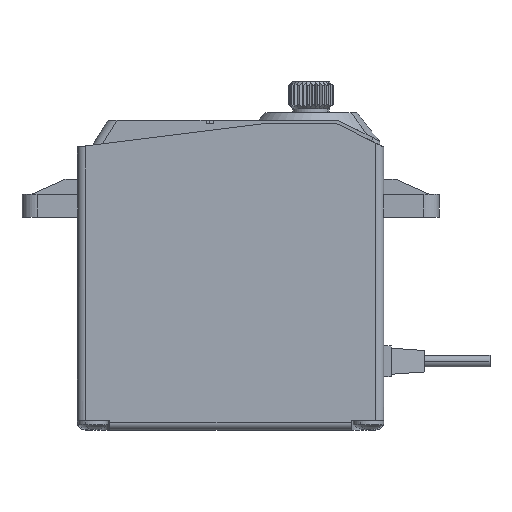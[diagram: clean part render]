
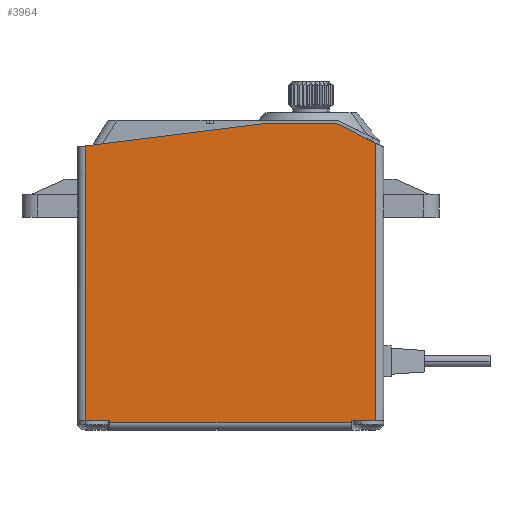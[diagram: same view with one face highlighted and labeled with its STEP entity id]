
A CAD part, left-side view. The second image highlights one B-rep face of the part: STEP entity #3964.
In plain terms, the highlighted planar face has unit normal (-1, 0, 0).
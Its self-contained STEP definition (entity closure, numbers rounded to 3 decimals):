
#3930=AXIS2_PLACEMENT_3D('Plane Axis2P3D',#3927,#3928,#3929) ;
#3934=AXIS2_PLACEMENT_3D('Circle Axis2P3D',#3932,#3933,$) ;
#467=CARTESIAN_POINT('Vertex',(-10.,-19.,9.7)) ;
#470=CARTESIAN_POINT('Line Origine',(-10.,-19.,-7.6)) ;
#474=CARTESIAN_POINT('Vertex',(-10.,-19.,-26.5)) ;
#958=CARTESIAN_POINT('Line Origine',(-10.,-17.4,-26.5)) ;
#962=CARTESIAN_POINT('Vertex',(-10.,-15.8,-26.5)) ;
#1246=CARTESIAN_POINT('Vertex',(-10.,-15.8,-26.8)) ;
#1251=CARTESIAN_POINT('Line Origine',(-10.,0.,-26.8)) ;
#1255=CARTESIAN_POINT('Vertex',(-10.,15.8,-26.8)) ;
#1282=CARTESIAN_POINT('Line Origine',(-10.,15.8,-26.65)) ;
#1286=CARTESIAN_POINT('Vertex',(-10.,15.8,-26.5)) ;
#1337=CARTESIAN_POINT('Line Origine',(-10.,17.4,-26.5)) ;
#1341=CARTESIAN_POINT('Vertex',(-10.,19.,-26.5)) ;
#1363=CARTESIAN_POINT('Line Origine',(-10.,19.,-7.6)) ;
#1367=CARTESIAN_POINT('Vertex',(-10.,19.,9.325)) ;
#1440=CARTESIAN_POINT('Line Origine',(-10.,-15.8,-26.65)) ;
#3241=CARTESIAN_POINT('Line Origine',(-10.,7.5,10.763)) ;
#3245=CARTESIAN_POINT('Vertex',(-10.,-4.,12.2)) ;
#3927=CARTESIAN_POINT('Axis2P3D Location',(-10.,0.,0.)) ;
#3932=CARTESIAN_POINT('Axis2P3D Location',(-10.,-13.882,11.7)) ;
#3936=CARTESIAN_POINT('Vertex',(-10.,-13.882,12.2)) ;
#3938=CARTESIAN_POINT('Vertex',(-10.,-14.106,12.147)) ;
#3941=CARTESIAN_POINT('Line Origine',(-10.,-8.941,12.2)) ;
#3946=CARTESIAN_POINT('Line Origine',(-10.,-16.553,10.924)) ;
#471=DIRECTION('Vector Direction',(0.,0.,1.)) ;
#959=DIRECTION('Vector Direction',(0.,1.,0.)) ;
#1252=DIRECTION('Vector Direction',(0.,-1.,0.)) ;
#1283=DIRECTION('Vector Direction',(0.,0.,1.)) ;
#1338=DIRECTION('Vector Direction',(0.,-1.,0.)) ;
#1364=DIRECTION('Vector Direction',(0.,0.,-1.)) ;
#1441=DIRECTION('Vector Direction',(0.,0.,1.)) ;
#3242=DIRECTION('Vector Direction',(0.,0.992,-0.124)) ;
#3928=DIRECTION('Axis2P3D Direction',(1.,0.,0.)) ;
#3929=DIRECTION('Axis2P3D XDirection',(0.,1.,0.)) ;
#3933=DIRECTION('Axis2P3D Direction',(1.,0.,0.)) ;
#3942=DIRECTION('Vector Direction',(0.,1.,0.)) ;
#3947=DIRECTION('Vector Direction',(0.,0.894,0.447)) ;
#472=VECTOR('Line Direction',#471,1.) ;
#960=VECTOR('Line Direction',#959,1.) ;
#1253=VECTOR('Line Direction',#1252,1.) ;
#1284=VECTOR('Line Direction',#1283,1.) ;
#1339=VECTOR('Line Direction',#1338,1.) ;
#1365=VECTOR('Line Direction',#1364,1.) ;
#1442=VECTOR('Line Direction',#1441,1.) ;
#3243=VECTOR('Line Direction',#3242,1.) ;
#3943=VECTOR('Line Direction',#3942,1.) ;
#3948=VECTOR('Line Direction',#3947,1.) ;
#3952=ORIENTED_EDGE('',*,*,#3940,.F.) ;
#3953=ORIENTED_EDGE('',*,*,#3945,.F.) ;
#3954=ORIENTED_EDGE('',*,*,#3247,.F.) ;
#3955=ORIENTED_EDGE('',*,*,#1369,.T.) ;
#3956=ORIENTED_EDGE('',*,*,#1343,.F.) ;
#3957=ORIENTED_EDGE('',*,*,#1288,.F.) ;
#3958=ORIENTED_EDGE('',*,*,#1257,.F.) ;
#3959=ORIENTED_EDGE('',*,*,#1444,.T.) ;
#3960=ORIENTED_EDGE('',*,*,#964,.F.) ;
#3961=ORIENTED_EDGE('',*,*,#476,.F.) ;
#3962=ORIENTED_EDGE('',*,*,#3950,.F.) ;
#3964=ADVANCED_FACE('Main frame',(#3963),#3931,.F.) ;
#3935=CIRCLE('generated circle',#3934,0.5) ;
#476=EDGE_CURVE('',#468,#475,#473,.F.) ;
#964=EDGE_CURVE('',#475,#963,#961,.T.) ;
#1257=EDGE_CURVE('',#1247,#1256,#1254,.F.) ;
#1288=EDGE_CURVE('',#1256,#1287,#1285,.T.) ;
#1343=EDGE_CURVE('',#1287,#1342,#1340,.F.) ;
#1369=EDGE_CURVE('',#1368,#1342,#1366,.T.) ;
#1444=EDGE_CURVE('',#1247,#963,#1443,.T.) ;
#3247=EDGE_CURVE('',#1368,#3246,#3244,.F.) ;
#3940=EDGE_CURVE('',#3937,#3939,#3935,.T.) ;
#3945=EDGE_CURVE('',#3246,#3937,#3944,.F.) ;
#3950=EDGE_CURVE('',#3939,#468,#3949,.F.) ;
#3951=EDGE_LOOP('',(#3952,#3953,#3954,#3955,#3956,#3957,#3958,#3959,#3960,#3961,#3962)) ;
#3963=FACE_OUTER_BOUND('',#3951,.T.) ;
#473=LINE('Line',#470,#472) ;
#961=LINE('Line',#958,#960) ;
#1254=LINE('Line',#1251,#1253) ;
#1285=LINE('Line',#1282,#1284) ;
#1340=LINE('Line',#1337,#1339) ;
#1366=LINE('Line',#1363,#1365) ;
#1443=LINE('Line',#1440,#1442) ;
#3244=LINE('Line',#3241,#3243) ;
#3944=LINE('Line',#3941,#3943) ;
#3949=LINE('Line',#3946,#3948) ;
#3931=PLANE('',#3930) ;
#468=VERTEX_POINT('',#467) ;
#475=VERTEX_POINT('',#474) ;
#963=VERTEX_POINT('',#962) ;
#1247=VERTEX_POINT('',#1246) ;
#1256=VERTEX_POINT('',#1255) ;
#1287=VERTEX_POINT('',#1286) ;
#1342=VERTEX_POINT('',#1341) ;
#1368=VERTEX_POINT('',#1367) ;
#3246=VERTEX_POINT('',#3245) ;
#3937=VERTEX_POINT('',#3936) ;
#3939=VERTEX_POINT('',#3938) ;
